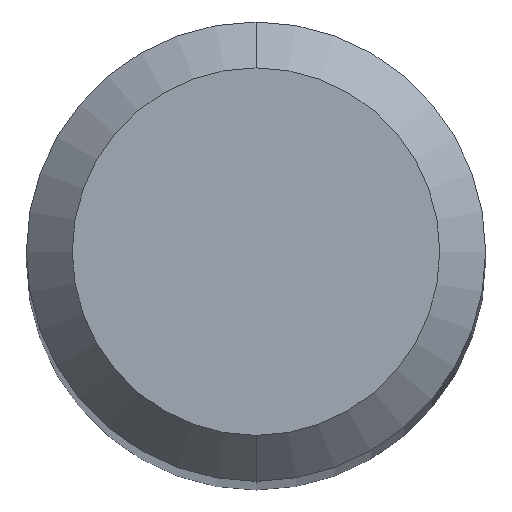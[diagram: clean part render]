
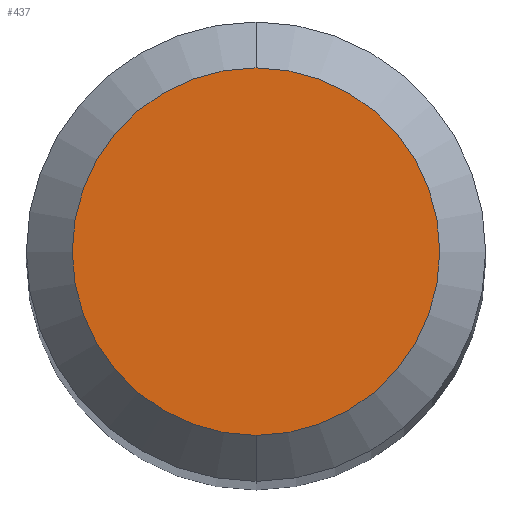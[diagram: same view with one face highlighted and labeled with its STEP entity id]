
A CAD part, top view. The second image highlights one B-rep face of the part: STEP entity #437.
In plain terms, the highlighted planar face has unit normal (0, 0, 1).
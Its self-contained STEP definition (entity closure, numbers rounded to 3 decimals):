
#193=VERTEX_POINT('',#501);
#235=EDGE_CURVE('',#193,#357,#546,.T.);
#325=EDGE_CURVE('',#357,#193,#649,.T.);
#357=VERTEX_POINT('',#684);
#437=ADVANCED_FACE('',(#771),#772,.T.);
#501=CARTESIAN_POINT('',(0.,-1.2,0.0));
#546=CIRCLE('',#948,1.2);
#649=CIRCLE('',#1145,1.2);
#684=CARTESIAN_POINT('',(0.0,1.2,0.0));
#771=FACE_OUTER_BOUND('',#1343,.T.);
#772=PLANE('',#1344);
#948=AXIS2_PLACEMENT_3D('',#1497,#1498,#1499);
#1145=AXIS2_PLACEMENT_3D('',#1646,#1647,#1648);
#1343=EDGE_LOOP('',(#1782,#1783));
#1344=AXIS2_PLACEMENT_3D('',#1784,#1785,#1786);
#1497=CARTESIAN_POINT('',(0.0,0.0,0.0));
#1498=DIRECTION('',(0.0,0.0,-1.0));
#1499=DIRECTION('',(0.0,1.0,0.0));
#1646=CARTESIAN_POINT('',(0.0,0.0,0.0));
#1647=DIRECTION('',(0.0,0.0,-1.0));
#1648=DIRECTION('',(0.0,1.0,0.0));
#1782=ORIENTED_EDGE('',*,*,#325,.F.);
#1783=ORIENTED_EDGE('',*,*,#235,.F.);
#1784=CARTESIAN_POINT('',(0.0,0.6,0.0));
#1785=DIRECTION('',(-0.0,0.0,1.0));
#1786=DIRECTION('',(0.0,-1.0,0.0));
